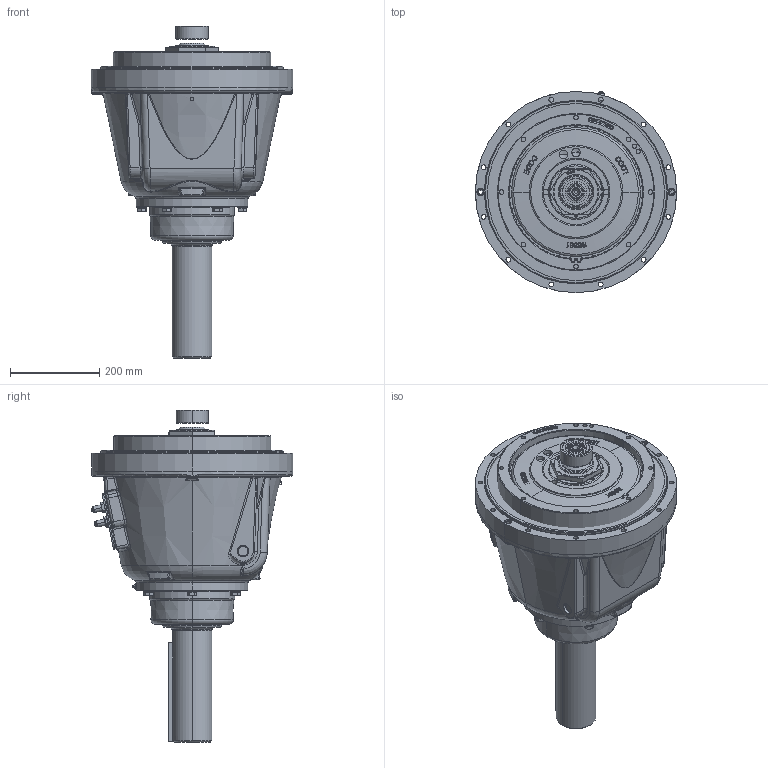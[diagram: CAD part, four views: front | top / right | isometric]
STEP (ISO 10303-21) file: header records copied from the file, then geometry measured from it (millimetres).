
FILE_DESCRIPTION (( 'STEP AP214' ), '1' );
FILE_NAME (' 1030487A.step', '2019-01-14T21:03:43', ( 'TDI' ), ( 'Twin Disc Inc' ), 'SwSTEP 2.0', 'SolidWorks 2015', '' );
FILE_SCHEMA (( 'AUTOMOTIVE_DESIGN' ));
Length unit declared in the file: millimetre
Products named in the file (1):  1030487A
Bounding box: 450.85 x 451.38 x 744.05 mm (x, y, z)
Surface area: 1396896.2 mm2 (no closed solid volume)
Topology: 0 solids, 100 shells, 1000 faces, 4161 edges, 3169 vertices
Faces by surface type: plane 281, cylinder 269, bspline 213, torus 108, cone 108, sphere 21
Entity records: 72707 total; most frequent: CARTESIAN_POINT 30307, DIRECTION 6129, ORIENTED_EDGE 5963, EDGE_CURVE 4134, VERTEX_POINT 3165, AXIS2_PLACEMENT_3D 2470, CIRCLE 1682, LINE 1189
